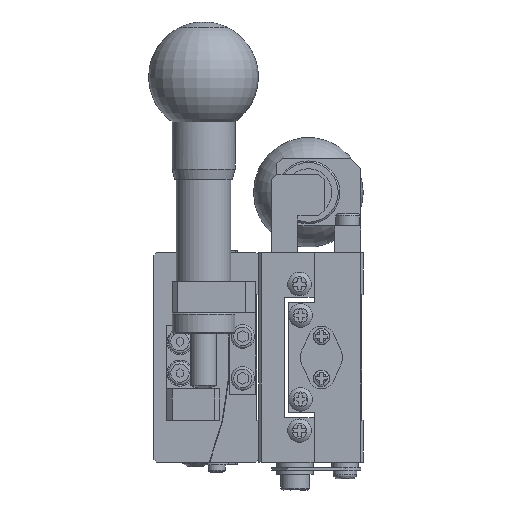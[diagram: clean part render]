
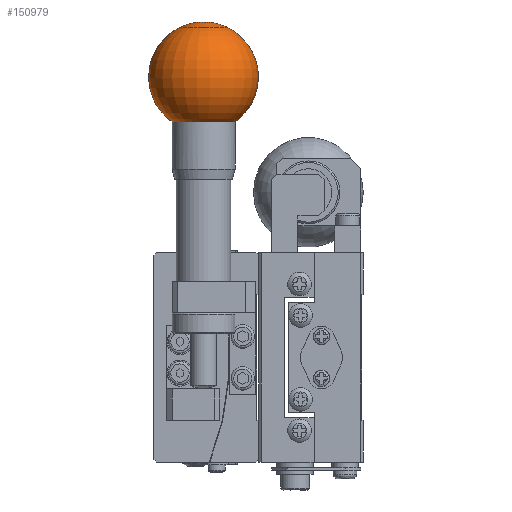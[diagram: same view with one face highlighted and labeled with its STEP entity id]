
A CAD part, left-side view. The second image highlights one B-rep face of the part: STEP entity #150979.
In plain terms, the highlighted toroidal (fillet/blend) face has major radius 0.017 mm and minor radius 10.5 mm.
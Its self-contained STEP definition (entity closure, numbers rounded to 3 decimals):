
#17274 = VERTEX_POINT ( 'NONE', #91028 ) ;
#26961 = CARTESIAN_POINT ( 'NONE',  ( -11.5, 30.5, 33.527 ) ) ;
#31862 = CARTESIAN_POINT ( 'NONE',  ( -11.5, 30.5, 43.022 ) ) ;
#32290 = EDGE_LOOP ( 'NONE', ( #89957 ) ) ;
#36052 = FACE_OUTER_BOUND ( 'NONE', #32290, .T. ) ;
#71841 = DIRECTION ( 'NONE',  ( 0., 0., -1. ) ) ;
#77831 = TOROIDAL_SURFACE ( 'NONE', #157396, 0.017, 10.5 ) ;
#84809 = DIRECTION ( 'NONE',  ( 0., -1., 0. ) ) ;
#89957 = ORIENTED_EDGE ( 'NONE', *, *, #110477, .F. ) ;
#91028 = CARTESIAN_POINT ( 'NONE',  ( -11.5, 26., 43.022 ) ) ;
#92650 = DIRECTION ( 'NONE',  ( 0., 0., -1. ) ) ;
#103219 = CIRCLE ( 'NONE', #154220, 4.5 ) ;
#110477 = EDGE_CURVE ( 'NONE', #17274, #17274, #103219, .T. ) ;
#140436 = DIRECTION ( 'NONE',  ( 0., -1., 0. ) ) ;
#150979 = ADVANCED_FACE ( 'NONE', ( #36052 ), #77831, .T. ) ;
#154220 = AXIS2_PLACEMENT_3D ( 'NONE', #31862, #92650, #140436 ) ;
#157396 = AXIS2_PLACEMENT_3D ( 'NONE', #26961, #71841, #84809 ) ;
